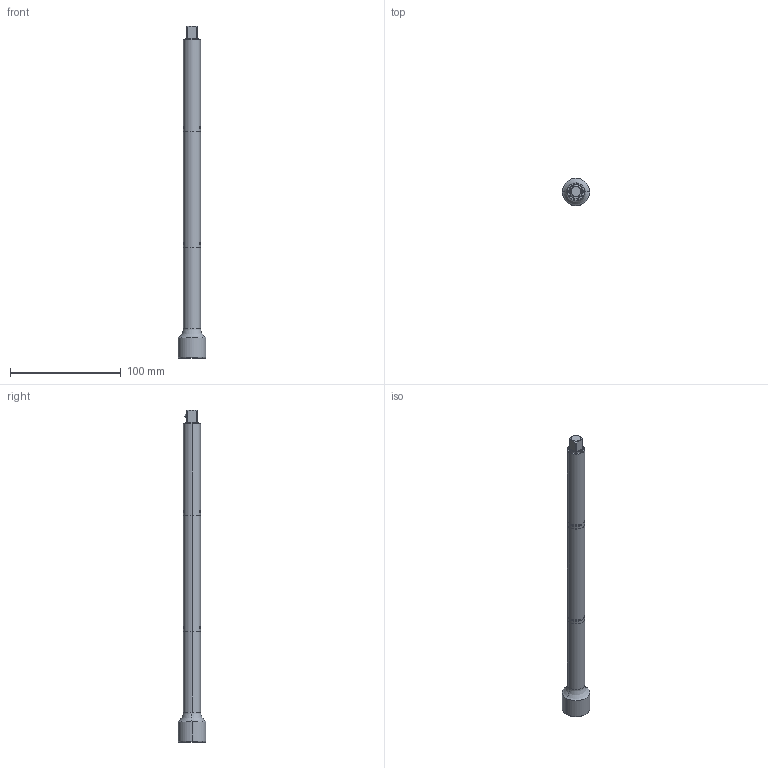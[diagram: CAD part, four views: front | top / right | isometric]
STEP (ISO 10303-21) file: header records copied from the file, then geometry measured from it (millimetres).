
FILE_DESCRIPTION((''),'2;1');
FILE_NAME('4027123439_ASM','2023-08-22T12:04:01',('A00565553'),(''),'CREO PARAMETRIC BY PTC INC, 2022414','CREO PARAMETRIC BY PTC INC, 2022414','');
FILE_SCHEMA(('CONFIG_CONTROL_DESIGN','GEOMETRIC_VALIDATION_PROPERTIES_MIM'));
Length unit declared in the file: millimetre
Products named in the file (5): 4027123449; 4027045022; 4027043172; 4027043172_AF1; 4027123439_ASM
Assembly tree (4 placements, depth 2):
  4027123439_ASM
    4027123449
    4027045022
    4027043172
    4027043172_AF1
Bounding box: 25 x 25 x 300.3 mm (x, y, z)
Volume: 56558.1 mm3; surface area: 42114.8 mm2
Topology: 5 solids, 5 shells, 140 faces, 328 edges, 197 vertices
Faces by surface type: cylinder 57, plane 30, torus 27, cone 22, sphere 2, bspline 2
Entity records: 6210 total; most frequent: CARTESIAN_POINT 1634, DIRECTION 740, ORIENTED_EDGE 644, PRESENTATION_STYLE_ASSIGNMENT 329, STYLED_ITEM 327, CURVE_STYLE 322, EDGE_CURVE 322, AXIS2_PLACEMENT_3D 320
